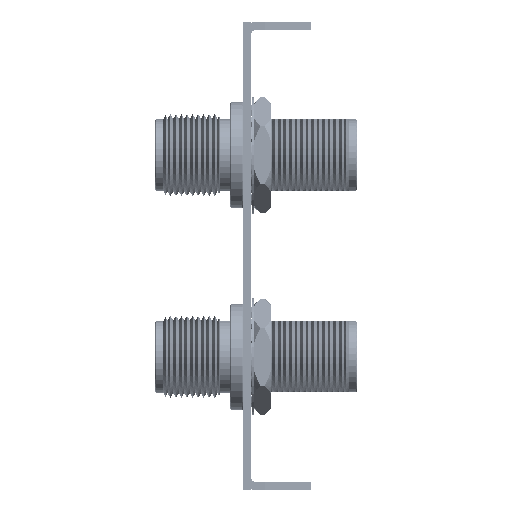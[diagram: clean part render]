
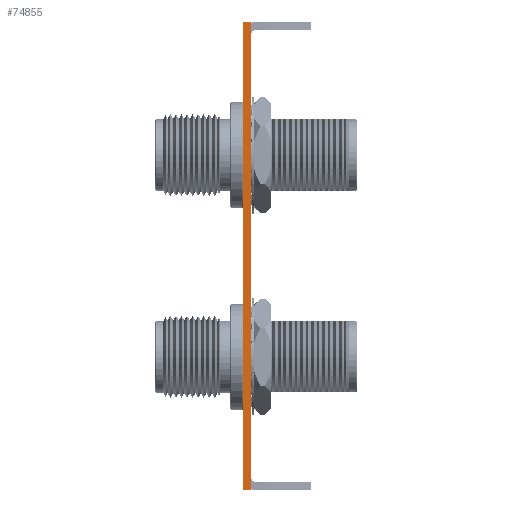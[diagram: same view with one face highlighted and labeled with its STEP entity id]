
A CAD part, left-side view. The second image highlights one B-rep face of the part: STEP entity #74855.
In plain terms, the highlighted planar face has unit normal (-1, 0, 0).
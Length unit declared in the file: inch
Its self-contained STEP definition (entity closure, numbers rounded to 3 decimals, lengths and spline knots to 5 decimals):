
#1899 = VECTOR ( 'NONE', #63329, 39.37008 ) ;
#2957 = VERTEX_POINT ( 'NONE', #7140 ) ;
#4162 = VERTEX_POINT ( 'NONE', #53737 ) ;
#6309 = EDGE_LOOP ( 'NONE', ( #13027, #85754, #78847, #32500 ) ) ;
#7140 = CARTESIAN_POINT ( 'NONE',  ( -9.5, 0.06, -1.74 ) ) ;
#13027 = ORIENTED_EDGE ( 'NONE', *, *, #82417, .F. ) ;
#13375 = DIRECTION ( 'NONE',  ( 0., 0., 1. ) ) ;
#16522 = CARTESIAN_POINT ( 'NONE',  ( -9.5, 0., 1.74 ) ) ;
#18331 = DIRECTION ( 'NONE',  ( 0., 0., 1. ) ) ;
#20898 = VERTEX_POINT ( 'NONE', #52519 ) ;
#27228 = EDGE_CURVE ( 'NONE', #44880, #20898, #45865, .T. ) ;
#31476 = CARTESIAN_POINT ( 'NONE',  ( -9.5, -38.63213, 1.74 ) ) ;
#32500 = ORIENTED_EDGE ( 'NONE', *, *, #69272, .T. ) ;
#37618 = DIRECTION ( 'NONE',  ( -1., 0., 0. ) ) ;
#41823 = VECTOR ( 'NONE', #82588, 39.37008 ) ;
#44880 = VERTEX_POINT ( 'NONE', #73593 ) ;
#45865 = LINE ( 'NONE', #16522, #1899 ) ;
#46495 = EDGE_CURVE ( 'NONE', #44880, #2957, #68091, .T. ) ;
#47778 = VECTOR ( 'NONE', #13375, 39.37008 ) ;
#52519 = CARTESIAN_POINT ( 'NONE',  ( -9.5, 0., 1.74 ) ) ;
#53708 = CARTESIAN_POINT ( 'NONE',  ( -9.5, 0.06, 1.74 ) ) ;
#53737 = CARTESIAN_POINT ( 'NONE',  ( -9.5, 0.06, 1.74 ) ) ;
#54124 = DIRECTION ( 'NONE',  ( 0., 1., 0. ) ) ;
#61170 = CARTESIAN_POINT ( 'NONE',  ( -9.5, -38.63213, 1.74 ) ) ;
#63329 = DIRECTION ( 'NONE',  ( 0., 0., 1. ) ) ;
#63845 = FACE_OUTER_BOUND ( 'NONE', #6309, .T. ) ;
#63952 = LINE ( 'NONE', #61170, #70238 ) ;
#65596 = LINE ( 'NONE', #53708, #47778 ) ;
#68091 = LINE ( 'NONE', #75015, #41823 ) ;
#69272 = EDGE_CURVE ( 'NONE', #20898, #4162, #63952, .T. ) ;
#70238 = VECTOR ( 'NONE', #54124, 39.37008 ) ;
#73593 = CARTESIAN_POINT ( 'NONE',  ( -9.5, 0., -1.74 ) ) ;
#74855 = ADVANCED_FACE ( 'NONE', ( #63845 ), #84721, .T. ) ;
#75015 = CARTESIAN_POINT ( 'NONE',  ( -9.5, -38.63213, -1.74 ) ) ;
#76524 = AXIS2_PLACEMENT_3D ( 'NONE', #31476, #37618, #18331 ) ;
#78847 = ORIENTED_EDGE ( 'NONE', *, *, #27228, .T. ) ;
#82417 = EDGE_CURVE ( 'Edge2', #2957, #4162, #65596, .T. ) ;
#82588 = DIRECTION ( 'NONE',  ( 0., 1., 0. ) ) ;
#84721 = PLANE ( 'NONE',  #76524 ) ;
#85754 = ORIENTED_EDGE ( 'NONE', *, *, #46495, .F. ) ;
